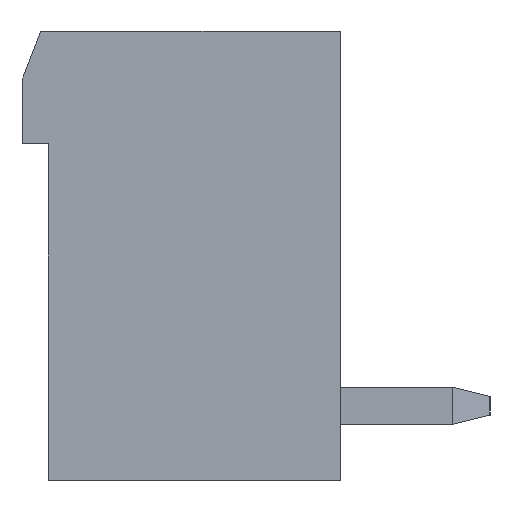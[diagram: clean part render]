
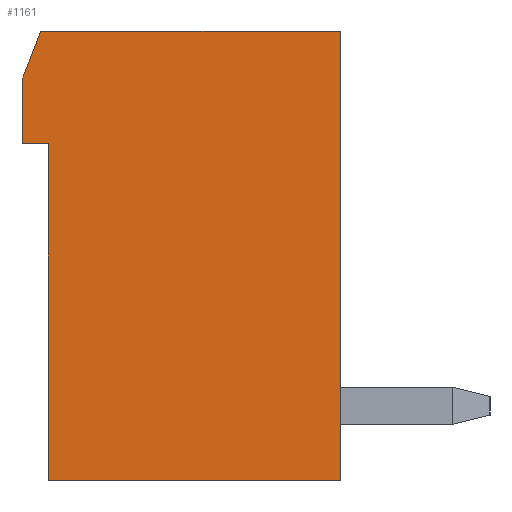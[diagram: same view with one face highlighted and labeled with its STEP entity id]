
A CAD part, left-side view. The second image highlights one B-rep face of the part: STEP entity #1161.
In plain terms, the highlighted planar face has unit normal (-1, 0, 0).
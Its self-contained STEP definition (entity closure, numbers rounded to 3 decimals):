
#1161 = ADVANCED_FACE('',(#1162),#1220,.T.);
#1162 = FACE_BOUND('',#1163,.T.);
#1163 = EDGE_LOOP('',(#1164,#1174,#1182,#1190,#1198,#1206,#1214));
#1164 = ORIENTED_EDGE('',*,*,#1165,.F.);
#1165 = EDGE_CURVE('',#1166,#1168,#1170,.T.);
#1166 = VERTEX_POINT('',#1167);
#1167 = CARTESIAN_POINT('',(-0.7,11.75,4.35));
#1168 = VERTEX_POINT('',#1169);
#1169 = CARTESIAN_POINT('',(-0.7,3.75,4.35));
#1170 = LINE('',#1171,#1172);
#1171 = CARTESIAN_POINT('',(-0.7,11.75,4.35));
#1172 = VECTOR('',#1173,1.);
#1173 = DIRECTION('',(0.,-1.,0.));
#1174 = ORIENTED_EDGE('',*,*,#1175,.T.);
#1175 = EDGE_CURVE('',#1166,#1176,#1178,.T.);
#1176 = VERTEX_POINT('',#1177);
#1177 = CARTESIAN_POINT('',(-0.7,12.25,3.05));
#1178 = LINE('',#1179,#1180);
#1179 = CARTESIAN_POINT('',(-0.7,11.75,4.35));
#1180 = VECTOR('',#1181,1.);
#1181 = DIRECTION('',(0.,0.359,-0.933)
  );
#1182 = ORIENTED_EDGE('',*,*,#1183,.F.);
#1183 = EDGE_CURVE('',#1184,#1176,#1186,.T.);
#1184 = VERTEX_POINT('',#1185);
#1185 = CARTESIAN_POINT('',(-0.7,12.25,1.35));
#1186 = LINE('',#1187,#1188);
#1187 = CARTESIAN_POINT('',(-0.7,12.25,1.35));
#1188 = VECTOR('',#1189,1.);
#1189 = DIRECTION('',(0.,0.,1.));
#1190 = ORIENTED_EDGE('',*,*,#1191,.T.);
#1191 = EDGE_CURVE('',#1184,#1192,#1194,.T.);
#1192 = VERTEX_POINT('',#1193);
#1193 = CARTESIAN_POINT('',(-0.7,11.55,1.35));
#1194 = LINE('',#1195,#1196);
#1195 = CARTESIAN_POINT('',(-0.7,12.25,1.35));
#1196 = VECTOR('',#1197,1.);
#1197 = DIRECTION('',(0.,-1.,0.));
#1198 = ORIENTED_EDGE('',*,*,#1199,.T.);
#1199 = EDGE_CURVE('',#1192,#1200,#1202,.T.);
#1200 = VERTEX_POINT('',#1201);
#1201 = CARTESIAN_POINT('',(-0.7,11.55,-7.65));
#1202 = LINE('',#1203,#1204);
#1203 = CARTESIAN_POINT('',(-0.7,11.55,1.35));
#1204 = VECTOR('',#1205,1.);
#1205 = DIRECTION('',(0.,0.,-1.));
#1206 = ORIENTED_EDGE('',*,*,#1207,.F.);
#1207 = EDGE_CURVE('',#1208,#1200,#1210,.T.);
#1208 = VERTEX_POINT('',#1209);
#1209 = CARTESIAN_POINT('',(-0.7,3.75,-7.65));
#1210 = LINE('',#1211,#1212);
#1211 = CARTESIAN_POINT('',(-0.7,3.75,-7.65));
#1212 = VECTOR('',#1213,1.);
#1213 = DIRECTION('',(0.,1.,0.));
#1214 = ORIENTED_EDGE('',*,*,#1215,.F.);
#1215 = EDGE_CURVE('',#1168,#1208,#1216,.T.);
#1216 = LINE('',#1217,#1218);
#1217 = CARTESIAN_POINT('',(-0.7,3.75,4.35));
#1218 = VECTOR('',#1219,1.);
#1219 = DIRECTION('',(0.,0.,-1.));
#1220 = PLANE('',#1221);
#1221 = AXIS2_PLACEMENT_3D('',#1222,#1223,#1224);
#1222 = CARTESIAN_POINT('',(-0.7,-2.4,-9.939));
#1223 = DIRECTION('',(-1.,0.,0.));
#1224 = DIRECTION('',(0.,0.,1.));
